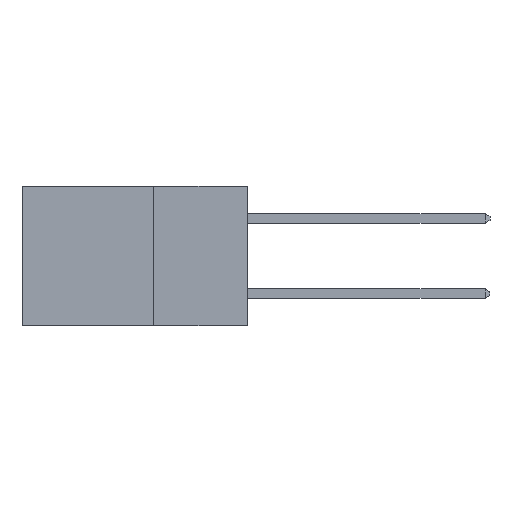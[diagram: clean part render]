
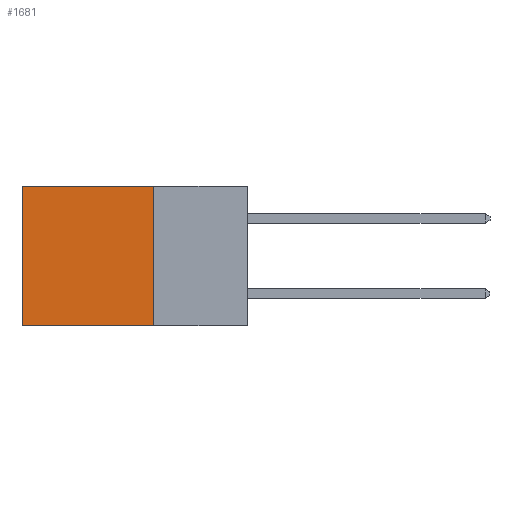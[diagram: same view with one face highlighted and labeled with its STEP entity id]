
A CAD part, left-side view. The second image highlights one B-rep face of the part: STEP entity #1681.
In plain terms, the highlighted planar face has unit normal (-1, 0, 0).
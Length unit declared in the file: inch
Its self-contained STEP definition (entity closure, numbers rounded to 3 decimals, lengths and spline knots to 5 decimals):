
#1354 = AXIS2_PLACEMENT_3D ( 'NONE', #1822, #13943, #16823 ) ;
#1681 = ADVANCED_FACE ( 'NONE', ( #18455 ), #2041, .F. ) ;
#1822 = CARTESIAN_POINT ( 'NONE',  ( 0.298, 0.25, 0. ) ) ;
#2041 = PLANE ( 'NONE',  #1354 ) ;
#3364 = EDGE_CURVE ( 'NONE', #18876, #12180, #16290, .T. ) ;
#3846 = CARTESIAN_POINT ( 'NONE',  ( 0.298, 0.6, 0. ) ) ;
#4471 = LINE ( 'NONE', #9045, #24106 ) ;
#4716 = CARTESIAN_POINT ( 'NONE',  ( 0.298, 0.25, -0.37 ) ) ;
#9045 = CARTESIAN_POINT ( 'NONE',  ( 0.298, 0.25, -0.37 ) ) ;
#10490 = ORIENTED_EDGE ( 'NONE', *, *, #15226, .T. ) ;
#10550 = VECTOR ( 'NONE', #11165, 39.37008 ) ;
#11011 = EDGE_CURVE ( 'NONE', #12180, #14258, #4471, .T. ) ;
#11165 = DIRECTION ( 'NONE',  ( 0., 1., 0. ) ) ;
#11415 = CARTESIAN_POINT ( 'NONE',  ( 0.298, 0.25, 0. ) ) ;
#11972 = VECTOR ( 'NONE', #15717, 39.37008 ) ;
#12180 = VERTEX_POINT ( 'NONE', #4716 ) ;
#12776 = EDGE_CURVE ( 'NONE', #22310, #14258, #17601, .T. ) ;
#12800 = DIRECTION ( 'NONE',  ( 0., 1., 0. ) ) ;
#13943 = DIRECTION ( 'NONE',  ( 1., 0., 0. ) ) ;
#13994 = ORIENTED_EDGE ( 'NONE', *, *, #11011, .F. ) ;
#14258 = VERTEX_POINT ( 'NONE', #21778 ) ;
#15226 = EDGE_CURVE ( 'NONE', #18876, #22310, #20191, .T. ) ;
#15357 = DIRECTION ( 'NONE',  ( 0., 0., -1. ) ) ;
#15717 = DIRECTION ( 'NONE',  ( 0., 0., -1. ) ) ;
#15797 = VECTOR ( 'NONE', #15357, 39.37008 ) ;
#16107 = ORIENTED_EDGE ( 'NONE', *, *, #12776, .T. ) ;
#16237 = ORIENTED_EDGE ( 'NONE', *, *, #3364, .F. ) ;
#16290 = LINE ( 'NONE', #21351, #11972 ) ;
#16823 = DIRECTION ( 'NONE',  ( 0., 0., -1. ) ) ;
#17601 = LINE ( 'NONE', #3846, #15797 ) ;
#18455 = FACE_OUTER_BOUND ( 'NONE', #22832, .T. ) ;
#18876 = VERTEX_POINT ( 'NONE', #11415 ) ;
#20191 = LINE ( 'NONE', #22647, #10550 ) ;
#21351 = CARTESIAN_POINT ( 'NONE',  ( 0.298, 0.25, 0. ) ) ;
#21778 = CARTESIAN_POINT ( 'NONE',  ( 0.298, 0.6, -0.37 ) ) ;
#22310 = VERTEX_POINT ( 'NONE', #23626 ) ;
#22647 = CARTESIAN_POINT ( 'NONE',  ( 0.298, 0.25, 0. ) ) ;
#22832 = EDGE_LOOP ( 'NONE', ( #16107, #13994, #16237, #10490 ) ) ;
#23626 = CARTESIAN_POINT ( 'NONE',  ( 0.298, 0.6, 0. ) ) ;
#24106 = VECTOR ( 'NONE', #12800, 39.37008 ) ;
